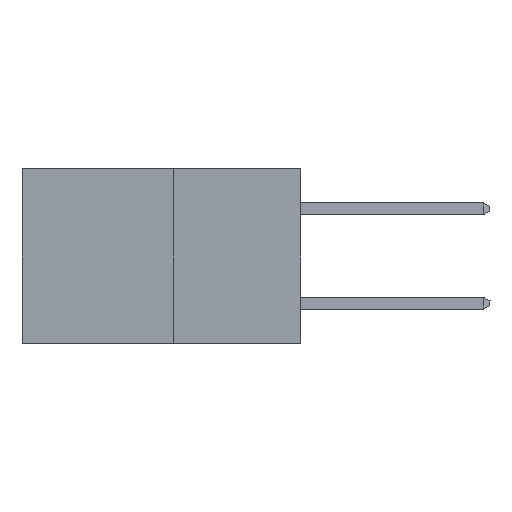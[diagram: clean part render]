
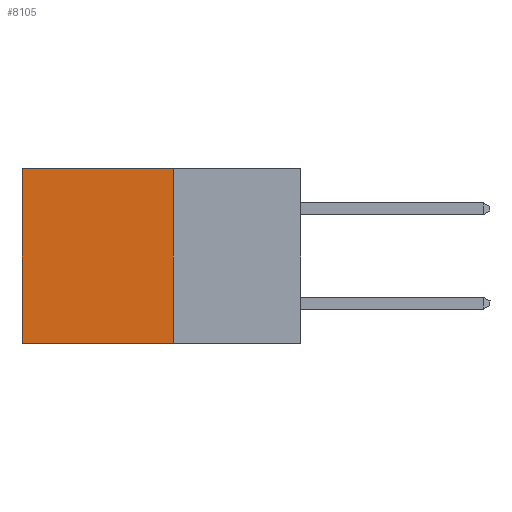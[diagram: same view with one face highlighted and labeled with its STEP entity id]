
A CAD part, left-side view. The second image highlights one B-rep face of the part: STEP entity #8105.
In plain terms, the highlighted planar face has unit normal (-1, 0, 0).
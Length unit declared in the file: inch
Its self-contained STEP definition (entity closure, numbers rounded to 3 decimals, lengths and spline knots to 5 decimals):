
#550 = FACE_OUTER_BOUND ( 'NONE', #18691, .T. ) ;
#6430 = DIRECTION ( 'NONE',  ( 0., 0., -1. ) ) ;
#6467 = DIRECTION ( 'NONE',  ( 0., 1., 0. ) ) ;
#6966 = PLANE ( 'NONE',  #33776 ) ;
#8075 = LINE ( 'NONE', #22275, #21325 ) ;
#8105 = ADVANCED_FACE ( 'NONE', ( #550 ), #6966, .F. ) ;
#9038 = CARTESIAN_POINT ( 'NONE',  ( 0.277, 0.27, -0.37 ) ) ;
#9192 = LINE ( 'NONE', #16623, #14548 ) ;
#9333 = ORIENTED_EDGE ( 'NONE', *, *, #29011, .T. ) ;
#10195 = ORIENTED_EDGE ( 'NONE', *, *, #15491, .T. ) ;
#11917 = CARTESIAN_POINT ( 'NONE',  ( 0.277, 0.27, 0. ) ) ;
#12340 = DIRECTION ( 'NONE',  ( 0., 0., -1. ) ) ;
#14400 = CARTESIAN_POINT ( 'NONE',  ( 0.277, 0.59, 0. ) ) ;
#14548 = VECTOR ( 'NONE', #30012, 39.37008 ) ;
#15491 = EDGE_CURVE ( 'NONE', #32803, #22007, #24865, .T. ) ;
#15642 = VERTEX_POINT ( 'NONE', #17759 ) ;
#16247 = CARTESIAN_POINT ( 'NONE',  ( 0.277, 0.27, -0.37 ) ) ;
#16623 = CARTESIAN_POINT ( 'NONE',  ( 0.277, 0.59, -0.37 ) ) ;
#16872 = VECTOR ( 'NONE', #30456, 39.37008 ) ;
#17759 = CARTESIAN_POINT ( 'NONE',  ( 0.277, 0.59, -0.37 ) ) ;
#18691 = EDGE_LOOP ( 'NONE', ( #9333, #31585, #32054, #10195 ) ) ;
#20003 = VECTOR ( 'NONE', #6430, 39.37008 ) ;
#20184 = VERTEX_POINT ( 'NONE', #16247 ) ;
#21071 = CARTESIAN_POINT ( 'NONE',  ( 0.277, 0.27, 0. ) ) ;
#21325 = VECTOR ( 'NONE', #6467, 39.37008 ) ;
#22007 = VERTEX_POINT ( 'NONE', #14400 ) ;
#22275 = CARTESIAN_POINT ( 'NONE',  ( 0.277, 0.27, -0.37 ) ) ;
#24865 = LINE ( 'NONE', #11917, #16872 ) ;
#25616 = CARTESIAN_POINT ( 'NONE',  ( 0.277, 0.27, -0.37 ) ) ;
#27167 = LINE ( 'NONE', #9038, #20003 ) ;
#28315 = DIRECTION ( 'NONE',  ( 1., 0., 0. ) ) ;
#29011 = EDGE_CURVE ( 'NONE', #22007, #15642, #9192, .T. ) ;
#30012 = DIRECTION ( 'NONE',  ( 0., 0., -1. ) ) ;
#30456 = DIRECTION ( 'NONE',  ( 0., 1., 0. ) ) ;
#31585 = ORIENTED_EDGE ( 'NONE', *, *, #32416, .F. ) ;
#32054 = ORIENTED_EDGE ( 'NONE', *, *, #33119, .F. ) ;
#32416 = EDGE_CURVE ( 'NONE', #20184, #15642, #8075, .T. ) ;
#32803 = VERTEX_POINT ( 'NONE', #21071 ) ;
#33119 = EDGE_CURVE ( 'NONE', #32803, #20184, #27167, .T. ) ;
#33776 = AXIS2_PLACEMENT_3D ( 'NONE', #25616, #28315, #12340 ) ;
